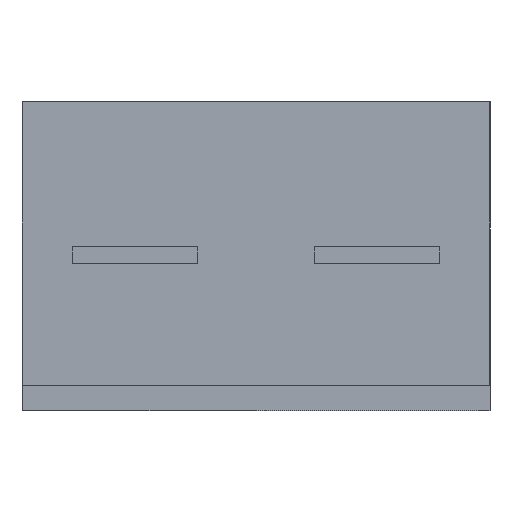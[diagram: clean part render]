
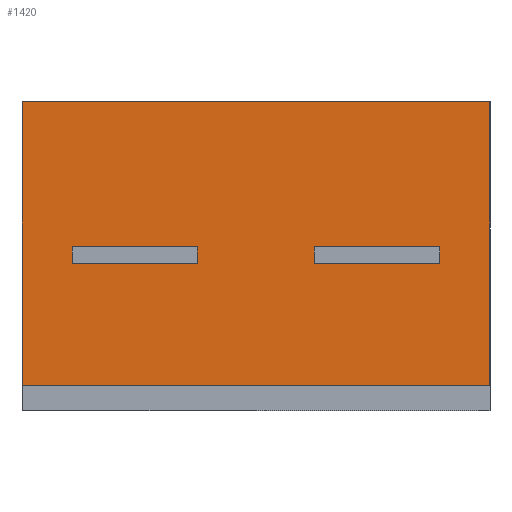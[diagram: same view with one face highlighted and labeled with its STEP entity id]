
A CAD part, left-side view. The second image highlights one B-rep face of the part: STEP entity #1420.
In plain terms, the highlighted free-form (B-spline) face has degree [1, 1] with [2, 2] control points.
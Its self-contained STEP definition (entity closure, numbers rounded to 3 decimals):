
#1283=(
BOUNDED_SURFACE()
B_SPLINE_SURFACE(1,1,((#1284,#1285),(#1286,#1287)),.UNSPECIFIED.,.F.,.F.,.F.)
B_SPLINE_SURFACE_WITH_KNOTS((2,2),(2,2),(0.000,1.000),(0.000,1.000),.UNSPECIFIED.)
GEOMETRIC_REPRESENTATION_ITEM()
RATIONAL_B_SPLINE_SURFACE(((1.,1.),(1.,1.)))
REPRESENTATION_ITEM('')
SURFACE()
);
#1284=CARTESIAN_POINT('',(-1.625,1.474,-0.854));
#1285=CARTESIAN_POINT('',(-1.625,1.474,0.994));
#1286=CARTESIAN_POINT('',(-1.625,-1.474,-0.854));
#1287=CARTESIAN_POINT('',(-1.625,-1.474,0.994));
#1288=CARTESIAN_POINT('',(-1.625,-1.4,-0.78));
#1289=VERTEX_POINT('',#1288);
#1290=(
BOUNDED_CURVE()
B_SPLINE_CURVE(1,(#1291,#1292),.UNSPECIFIED.,.F.,.F.)
B_SPLINE_CURVE_WITH_KNOTS((2,2),(0.000,1.000),.UNSPECIFIED.)
CURVE()
GEOMETRIC_REPRESENTATION_ITEM()
RATIONAL_B_SPLINE_CURVE((1.,1.))
REPRESENTATION_ITEM('')
);
#1291=CARTESIAN_POINT('',(-1.625,-1.4,-0.78));
#1292=CARTESIAN_POINT('',(-1.625,1.4,-0.78));
#1293=CARTESIAN_POINT('',(-1.625,1.4,-0.78));
#1294=VERTEX_POINT('',#1293);
#1295=EDGE_CURVE('',#1289,#1294,#1290,.T.);
#1296=ORIENTED_EDGE('',*,*,#1295,.T.);
#1297=(
BOUNDED_CURVE()
B_SPLINE_CURVE(1,(#1298,#1299),.UNSPECIFIED.,.F.,.F.)
B_SPLINE_CURVE_WITH_KNOTS((2,2),(0.000,1.000),.UNSPECIFIED.)
CURVE()
GEOMETRIC_REPRESENTATION_ITEM()
RATIONAL_B_SPLINE_CURVE((1.,1.))
REPRESENTATION_ITEM('')
);
#1298=CARTESIAN_POINT('',(-1.625,1.4,-0.78));
#1299=CARTESIAN_POINT('',(-1.625,1.4,0.));
#1300=CARTESIAN_POINT('',(-1.625,1.4,0.));
#1301=VERTEX_POINT('',#1300);
#1302=EDGE_CURVE('',#1294,#1301,#1297,.T.);
#1303=ORIENTED_EDGE('',*,*,#1302,.T.);
#1304=(
BOUNDED_CURVE()
B_SPLINE_CURVE(1,(#1305,#1306),.UNSPECIFIED.,.F.,.F.)
B_SPLINE_CURVE_WITH_KNOTS((2,2),(0.000,1.000),.UNSPECIFIED.)
CURVE()
GEOMETRIC_REPRESENTATION_ITEM()
RATIONAL_B_SPLINE_CURVE((1.,1.))
REPRESENTATION_ITEM('')
);
#1305=CARTESIAN_POINT('',(-1.625,1.4,0.));
#1306=CARTESIAN_POINT('',(-1.625,1.4,0.92));
#1307=CARTESIAN_POINT('',(-1.625,1.4,0.92));
#1308=VERTEX_POINT('',#1307);
#1309=EDGE_CURVE('',#1301,#1308,#1304,.T.);
#1310=ORIENTED_EDGE('',*,*,#1309,.T.);
#1311=(
BOUNDED_CURVE()
B_SPLINE_CURVE(1,(#1312,#1313),.UNSPECIFIED.,.F.,.F.)
B_SPLINE_CURVE_WITH_KNOTS((2,2),(0.000,1.000),.UNSPECIFIED.)
CURVE()
GEOMETRIC_REPRESENTATION_ITEM()
RATIONAL_B_SPLINE_CURVE((1.,1.))
REPRESENTATION_ITEM('')
);
#1312=CARTESIAN_POINT('',(-1.625,1.4,0.92));
#1313=CARTESIAN_POINT('',(-1.625,-1.4,0.92));
#1314=CARTESIAN_POINT('',(-1.625,-1.4,0.92));
#1315=VERTEX_POINT('',#1314);
#1316=EDGE_CURVE('',#1308,#1315,#1311,.T.);
#1317=ORIENTED_EDGE('',*,*,#1316,.T.);
#1318=(
BOUNDED_CURVE()
B_SPLINE_CURVE(1,(#1319,#1320),.UNSPECIFIED.,.F.,.F.)
B_SPLINE_CURVE_WITH_KNOTS((2,2),(0.000,1.000),.UNSPECIFIED.)
CURVE()
GEOMETRIC_REPRESENTATION_ITEM()
RATIONAL_B_SPLINE_CURVE((1.,1.))
REPRESENTATION_ITEM('')
);
#1319=CARTESIAN_POINT('',(-1.625,-1.4,0.92));
#1320=CARTESIAN_POINT('',(-1.625,-1.4,0.));
#1321=CARTESIAN_POINT('',(-1.625,-1.4,0.));
#1322=VERTEX_POINT('',#1321);
#1323=EDGE_CURVE('',#1315,#1322,#1318,.T.);
#1324=ORIENTED_EDGE('',*,*,#1323,.T.);
#1325=(
BOUNDED_CURVE()
B_SPLINE_CURVE(1,(#1326,#1327),.UNSPECIFIED.,.F.,.F.)
B_SPLINE_CURVE_WITH_KNOTS((2,2),(0.000,1.000),.UNSPECIFIED.)
CURVE()
GEOMETRIC_REPRESENTATION_ITEM()
RATIONAL_B_SPLINE_CURVE((1.,1.))
REPRESENTATION_ITEM('')
);
#1326=CARTESIAN_POINT('',(-1.625,-1.4,0.));
#1327=CARTESIAN_POINT('',(-1.625,-1.4,-0.78));
#1328=EDGE_CURVE('',#1322,#1289,#1325,.T.);
#1329=ORIENTED_EDGE('',*,*,#1328,.T.);
#1330=EDGE_LOOP('',(#1296,#1303,#1310,#1317,#1324,#1329));
#1331=FACE_OUTER_BOUND('',#1330,.T.);
#1332=CARTESIAN_POINT('',(-1.625,1.1,-0.05));
#1333=VERTEX_POINT('',#1332);
#1334=(
BOUNDED_CURVE()
B_SPLINE_CURVE(1,(#1335,#1336),.UNSPECIFIED.,.F.,.F.)
B_SPLINE_CURVE_WITH_KNOTS((2,2),(0.000,1.000),.UNSPECIFIED.)
CURVE()
GEOMETRIC_REPRESENTATION_ITEM()
RATIONAL_B_SPLINE_CURVE((1.,1.))
REPRESENTATION_ITEM('')
);
#1335=CARTESIAN_POINT('',(-1.625,1.1,-0.05));
#1336=CARTESIAN_POINT('',(-1.625,0.35,-0.05));
#1337=CARTESIAN_POINT('',(-1.625,0.35,-0.05));
#1338=VERTEX_POINT('',#1337);
#1339=EDGE_CURVE('',#1333,#1338,#1334,.T.);
#1340=ORIENTED_EDGE('',*,*,#1339,.T.);
#1341=(
BOUNDED_CURVE()
B_SPLINE_CURVE(1,(#1342,#1343),.UNSPECIFIED.,.F.,.F.)
B_SPLINE_CURVE_WITH_KNOTS((2,2),(0.000,1.000),.UNSPECIFIED.)
CURVE()
GEOMETRIC_REPRESENTATION_ITEM()
RATIONAL_B_SPLINE_CURVE((1.,1.))
REPRESENTATION_ITEM('')
);
#1342=CARTESIAN_POINT('',(-1.625,0.35,-0.05));
#1343=CARTESIAN_POINT('',(-1.625,0.35,0.));
#1344=CARTESIAN_POINT('',(-1.625,0.35,0.));
#1345=VERTEX_POINT('',#1344);
#1346=EDGE_CURVE('',#1338,#1345,#1341,.T.);
#1347=ORIENTED_EDGE('',*,*,#1346,.T.);
#1348=(
BOUNDED_CURVE()
B_SPLINE_CURVE(1,(#1349,#1350),.UNSPECIFIED.,.F.,.F.)
B_SPLINE_CURVE_WITH_KNOTS((2,2),(0.000,1.000),.UNSPECIFIED.)
CURVE()
GEOMETRIC_REPRESENTATION_ITEM()
RATIONAL_B_SPLINE_CURVE((1.,1.))
REPRESENTATION_ITEM('')
);
#1349=CARTESIAN_POINT('',(-1.625,0.35,0.));
#1350=CARTESIAN_POINT('',(-1.625,0.35,0.05));
#1351=CARTESIAN_POINT('',(-1.625,0.35,0.05));
#1352=VERTEX_POINT('',#1351);
#1353=EDGE_CURVE('',#1345,#1352,#1348,.T.);
#1354=ORIENTED_EDGE('',*,*,#1353,.T.);
#1355=(
BOUNDED_CURVE()
B_SPLINE_CURVE(1,(#1356,#1357),.UNSPECIFIED.,.F.,.F.)
B_SPLINE_CURVE_WITH_KNOTS((2,2),(0.000,1.000),.UNSPECIFIED.)
CURVE()
GEOMETRIC_REPRESENTATION_ITEM()
RATIONAL_B_SPLINE_CURVE((1.,1.))
REPRESENTATION_ITEM('')
);
#1356=CARTESIAN_POINT('',(-1.625,0.35,0.05));
#1357=CARTESIAN_POINT('',(-1.625,1.1,0.05));
#1358=CARTESIAN_POINT('',(-1.625,1.1,0.05));
#1359=VERTEX_POINT('',#1358);
#1360=EDGE_CURVE('',#1352,#1359,#1355,.T.);
#1361=ORIENTED_EDGE('',*,*,#1360,.T.);
#1362=(
BOUNDED_CURVE()
B_SPLINE_CURVE(1,(#1363,#1364),.UNSPECIFIED.,.F.,.F.)
B_SPLINE_CURVE_WITH_KNOTS((2,2),(0.000,1.000),.UNSPECIFIED.)
CURVE()
GEOMETRIC_REPRESENTATION_ITEM()
RATIONAL_B_SPLINE_CURVE((1.,1.))
REPRESENTATION_ITEM('')
);
#1363=CARTESIAN_POINT('',(-1.625,1.1,0.05));
#1364=CARTESIAN_POINT('',(-1.625,1.1,0.));
#1365=CARTESIAN_POINT('',(-1.625,1.1,0.));
#1366=VERTEX_POINT('',#1365);
#1367=EDGE_CURVE('',#1359,#1366,#1362,.T.);
#1368=ORIENTED_EDGE('',*,*,#1367,.T.);
#1369=(
BOUNDED_CURVE()
B_SPLINE_CURVE(1,(#1370,#1371),.UNSPECIFIED.,.F.,.F.)
B_SPLINE_CURVE_WITH_KNOTS((2,2),(0.000,1.000),.UNSPECIFIED.)
CURVE()
GEOMETRIC_REPRESENTATION_ITEM()
RATIONAL_B_SPLINE_CURVE((1.,1.))
REPRESENTATION_ITEM('')
);
#1370=CARTESIAN_POINT('',(-1.625,1.1,0.));
#1371=CARTESIAN_POINT('',(-1.625,1.1,-0.05));
#1372=EDGE_CURVE('',#1366,#1333,#1369,.T.);
#1373=ORIENTED_EDGE('',*,*,#1372,.T.);
#1374=EDGE_LOOP('',(#1340,#1347,#1354,#1361,#1368,#1373));
#1375=FACE_BOUND('',#1374,.T.);
#1376=CARTESIAN_POINT('',(-1.625,-0.35,-0.05));
#1377=VERTEX_POINT('',#1376);
#1378=(
BOUNDED_CURVE()
B_SPLINE_CURVE(1,(#1379,#1380),.UNSPECIFIED.,.F.,.F.)
B_SPLINE_CURVE_WITH_KNOTS((2,2),(0.000,1.000),.UNSPECIFIED.)
CURVE()
GEOMETRIC_REPRESENTATION_ITEM()
RATIONAL_B_SPLINE_CURVE((1.,1.))
REPRESENTATION_ITEM('')
);
#1379=CARTESIAN_POINT('',(-1.625,-0.35,-0.05));
#1380=CARTESIAN_POINT('',(-1.625,-1.1,-0.05));
#1381=CARTESIAN_POINT('',(-1.625,-1.1,-0.05));
#1382=VERTEX_POINT('',#1381);
#1383=EDGE_CURVE('',#1377,#1382,#1378,.T.);
#1384=ORIENTED_EDGE('',*,*,#1383,.T.);
#1385=(
BOUNDED_CURVE()
B_SPLINE_CURVE(1,(#1386,#1387),.UNSPECIFIED.,.F.,.F.)
B_SPLINE_CURVE_WITH_KNOTS((2,2),(0.000,1.000),.UNSPECIFIED.)
CURVE()
GEOMETRIC_REPRESENTATION_ITEM()
RATIONAL_B_SPLINE_CURVE((1.,1.))
REPRESENTATION_ITEM('')
);
#1386=CARTESIAN_POINT('',(-1.625,-1.1,-0.05));
#1387=CARTESIAN_POINT('',(-1.625,-1.1,0.));
#1388=CARTESIAN_POINT('',(-1.625,-1.1,0.));
#1389=VERTEX_POINT('',#1388);
#1390=EDGE_CURVE('',#1382,#1389,#1385,.T.);
#1391=ORIENTED_EDGE('',*,*,#1390,.T.);
#1392=(
BOUNDED_CURVE()
B_SPLINE_CURVE(1,(#1393,#1394),.UNSPECIFIED.,.F.,.F.)
B_SPLINE_CURVE_WITH_KNOTS((2,2),(0.000,1.000),.UNSPECIFIED.)
CURVE()
GEOMETRIC_REPRESENTATION_ITEM()
RATIONAL_B_SPLINE_CURVE((1.,1.))
REPRESENTATION_ITEM('')
);
#1393=CARTESIAN_POINT('',(-1.625,-1.1,0.));
#1394=CARTESIAN_POINT('',(-1.625,-1.1,0.05));
#1395=CARTESIAN_POINT('',(-1.625,-1.1,0.05));
#1396=VERTEX_POINT('',#1395);
#1397=EDGE_CURVE('',#1389,#1396,#1392,.T.);
#1398=ORIENTED_EDGE('',*,*,#1397,.T.);
#1399=(
BOUNDED_CURVE()
B_SPLINE_CURVE(1,(#1400,#1401),.UNSPECIFIED.,.F.,.F.)
B_SPLINE_CURVE_WITH_KNOTS((2,2),(0.000,1.000),.UNSPECIFIED.)
CURVE()
GEOMETRIC_REPRESENTATION_ITEM()
RATIONAL_B_SPLINE_CURVE((1.,1.))
REPRESENTATION_ITEM('')
);
#1400=CARTESIAN_POINT('',(-1.625,-1.1,0.05));
#1401=CARTESIAN_POINT('',(-1.625,-0.35,0.05));
#1402=CARTESIAN_POINT('',(-1.625,-0.35,0.05));
#1403=VERTEX_POINT('',#1402);
#1404=EDGE_CURVE('',#1396,#1403,#1399,.T.);
#1405=ORIENTED_EDGE('',*,*,#1404,.T.);
#1406=(
BOUNDED_CURVE()
B_SPLINE_CURVE(1,(#1407,#1408),.UNSPECIFIED.,.F.,.F.)
B_SPLINE_CURVE_WITH_KNOTS((2,2),(0.000,1.000),.UNSPECIFIED.)
CURVE()
GEOMETRIC_REPRESENTATION_ITEM()
RATIONAL_B_SPLINE_CURVE((1.,1.))
REPRESENTATION_ITEM('')
);
#1407=CARTESIAN_POINT('',(-1.625,-0.35,0.05));
#1408=CARTESIAN_POINT('',(-1.625,-0.35,0.));
#1409=CARTESIAN_POINT('',(-1.625,-0.35,0.));
#1410=VERTEX_POINT('',#1409);
#1411=EDGE_CURVE('',#1403,#1410,#1406,.T.);
#1412=ORIENTED_EDGE('',*,*,#1411,.T.);
#1413=(
BOUNDED_CURVE()
B_SPLINE_CURVE(1,(#1414,#1415),.UNSPECIFIED.,.F.,.F.)
B_SPLINE_CURVE_WITH_KNOTS((2,2),(0.000,1.000),.UNSPECIFIED.)
CURVE()
GEOMETRIC_REPRESENTATION_ITEM()
RATIONAL_B_SPLINE_CURVE((1.,1.))
REPRESENTATION_ITEM('')
);
#1414=CARTESIAN_POINT('',(-1.625,-0.35,0.));
#1415=CARTESIAN_POINT('',(-1.625,-0.35,-0.05));
#1416=EDGE_CURVE('',#1410,#1377,#1413,.T.);
#1417=ORIENTED_EDGE('',*,*,#1416,.T.);
#1418=EDGE_LOOP('',(#1384,#1391,#1398,#1405,#1412,#1417));
#1419=FACE_BOUND('',#1418,.T.);
#1420=ADVANCED_FACE('',(#1331,#1375,#1419),#1283,.T.);
